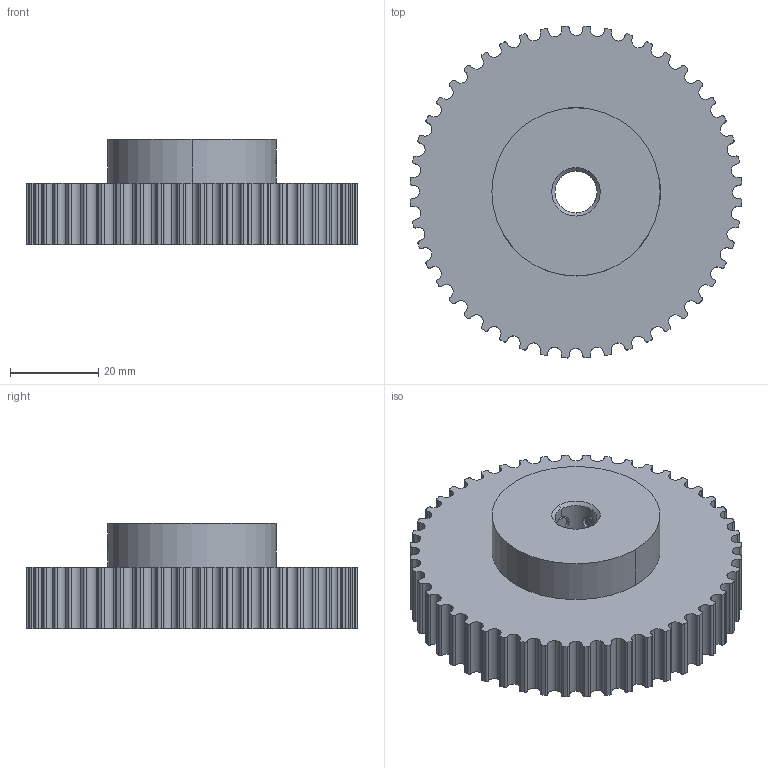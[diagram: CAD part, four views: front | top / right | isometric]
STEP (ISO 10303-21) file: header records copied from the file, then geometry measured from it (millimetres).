
FILE_DESCRIPTION((''),'2;1');
FILE_NAME('83074','2013-01-01T',('carefree'),(''),'PRO/ENGINEER BY PARAMETRIC TECHNOLOGY CORPORATION, 2005030','PRO/ENGINEER BY PARAMETRIC TECHNOLOGY CORPORATION, 2005030','');
FILE_SCHEMA(('CONFIG_CONTROL_DESIGN'));
Length unit declared in the file: inch
Products named in the file (1): 83074
Bounding box: 75.15 x 75.15 x 23.8 mm (x, y, z)
Volume: 67434.8 mm3; surface area: 15125.8 mm2
Topology: 1 solids, 1 shells, 285 faces, 830 edges, 552 vertices
Faces by surface type: cylinder 252, plane 21, cone 12
Entity records: 10082 total; most frequent: CARTESIAN_POINT 1991, DIRECTION 1910, ORIENTED_EDGE 1660, EDGE_CURVE 830, AXIS2_PLACEMENT_3D 803, VERTEX_POINT 552, CIRCLE 518, VECTOR 304
